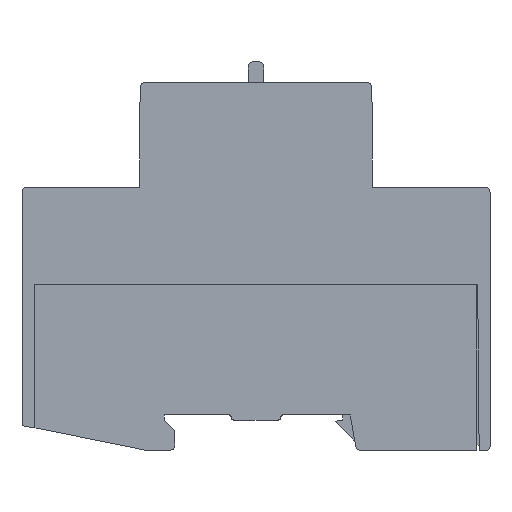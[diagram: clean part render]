
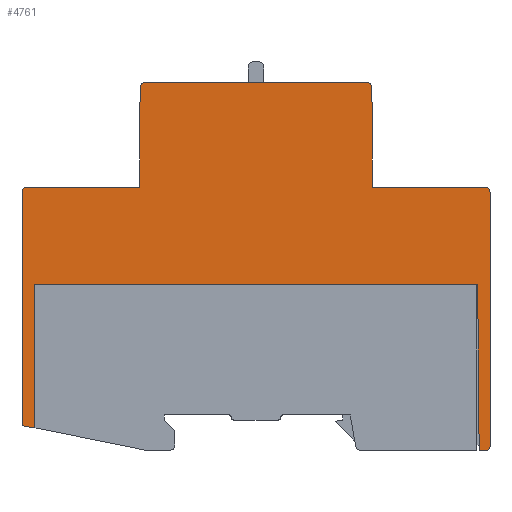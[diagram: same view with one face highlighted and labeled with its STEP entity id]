
A CAD part, left-side view. The second image highlights one B-rep face of the part: STEP entity #4761.
In plain terms, the highlighted planar face has unit normal (-1, 0, 0).
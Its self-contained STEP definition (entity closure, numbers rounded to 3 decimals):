
#4761=ADVANCED_FACE('',(#12348),#12349,.F.);
#6479=VERTEX_POINT('',#14222);
#6483=VERTEX_POINT('',#14226);
#6485=EDGE_CURVE('',#6479,#6483,#14228,.T.);
#9153=VERTEX_POINT('',#16896);
#9155=VERTEX_POINT('',#16898);
#9157=EDGE_CURVE('',#9153,#9155,#16900,.T.);
#9169=VERTEX_POINT('',#16912);
#9171=VERTEX_POINT('',#16914);
#9173=EDGE_CURVE('',#9169,#9171,#16916,.T.);
#9185=VERTEX_POINT('',#16928);
#9187=VERTEX_POINT('',#16930);
#9189=EDGE_CURVE('',#9185,#9187,#16932,.T.);
#9209=EDGE_CURVE('',#9187,#6479,#16952,.T.);
#9213=VERTEX_POINT('',#16956);
#9215=EDGE_CURVE('',#6483,#9213,#16958,.T.);
#9349=VERTEX_POINT('',#17092);
#9351=VERTEX_POINT('',#17094);
#9353=EDGE_CURVE('',#9349,#9351,#17096,.T.);
#9365=VERTEX_POINT('',#17108);
#9367=VERTEX_POINT('',#17110);
#9369=EDGE_CURVE('',#9365,#9367,#17112,.T.);
#9381=VERTEX_POINT('',#17124);
#9383=EDGE_CURVE('',#9381,#9365,#17126,.T.);
#9425=EDGE_CURVE('',#9351,#9381,#17168,.F.);
#9439=VERTEX_POINT('',#17182);
#9441=EDGE_CURVE('',#9439,#9367,#17184,.T.);
#9451=VERTEX_POINT('',#17194);
#9453=EDGE_CURVE('',#9451,#9153,#17196,.F.);
#9461=VERTEX_POINT('',#17204);
#9463=EDGE_CURVE('',#9461,#9349,#17206,.F.);
#9465=EDGE_CURVE('',#9213,#9461,#17208,.F.);
#9467=EDGE_CURVE('',#9171,#9185,#17210,.F.);
#9469=EDGE_CURVE('',#9155,#9169,#17212,.F.);
#9471=VERTEX_POINT('',#17214);
#9473=EDGE_CURVE('',#9451,#9471,#17216,.F.);
#9475=EDGE_CURVE('',#9439,#9471,#17218,.T.);
#12348=FACE_OUTER_BOUND('',#20211,.T.);
#12349=PLANE('',#20212);
#14222=CARTESIAN_POINT('',(0.0,66.283,70.7));
#14226=CARTESIAN_POINT('',(0.0,23.717,70.7));
#14228=LINE('',#22828,#22829);
#16896=CARTESIAN_POINT('',(0.0,89.422,4.598));
#16898=CARTESIAN_POINT('',(0.0,90.0,5.287));
#16900=CIRCLE('',#27130,0.7);
#16912=CARTESIAN_POINT('',(0.0,90.0,49.6));
#16914=CARTESIAN_POINT('',(0.0,89.0,50.6));
#16916=CIRCLE('',#27152,1.0);
#16928=CARTESIAN_POINT('',(0.0,67.45,50.6));
#16930=CARTESIAN_POINT('',(0.0,67.283,69.709));
#16932=LINE('',#27174,#27175);
#16952=CIRCLE('',#27206,1.0);
#16956=CARTESIAN_POINT('',(0.0,22.717,69.709));
#16958=CIRCLE('',#27214,1.0);
#17092=CARTESIAN_POINT('',(0.0,1.0,50.6));
#17094=CARTESIAN_POINT('',(0.0,0.0,49.6));
#17096=CIRCLE('',#27434,1.0);
#17108=CARTESIAN_POINT('',(0.0,0.7,0.0));
#17110=CARTESIAN_POINT('',(0.0,2.088,0.0));
#17112=LINE('',#27456,#27457);
#17124=CARTESIAN_POINT('',(0.0,0.0,0.7));
#17126=CIRCLE('',#27478,0.7);
#17168=LINE('',#27546,#27547);
#17182=CARTESIAN_POINT('',(0.0,2.365,31.8));
#17184=LINE('',#27572,#27573);
#17194=CARTESIAN_POINT('',(0.0,87.6,4.277));
#17196=LINE('',#27592,#27593);
#17204=CARTESIAN_POINT('',(0.0,22.55,50.6));
#17206=LINE('',#27608,#27609);
#17208=LINE('',#27612,#27613);
#17210=LINE('',#27616,#27617);
#17212=LINE('',#27620,#27621);
#17214=CARTESIAN_POINT('',(0.0,87.6,31.8));
#17216=LINE('',#27626,#27627);
#17218=LINE('',#27630,#27631);
#20211=EDGE_LOOP('',(#34104,#34105,#34106,#34107,#34108,#34109,#34110,#34111,#34112,#34113,#34114,#34115,#34116,#34117,#34118,#34119,#34120,#34121));
#20212=AXIS2_PLACEMENT_3D('',#34122,#34123,#34124);
#22828=CARTESIAN_POINT('',(0.0,56.225,70.7));
#22829=VECTOR('',#36115,1.0);
#27130=AXIS2_PLACEMENT_3D('',#37015,#37016,#37017);
#27152=AXIS2_PLACEMENT_3D('',#37023,#37024,#37025);
#27174=CARTESIAN_POINT('',(0.0,67.361,60.747));
#27175=VECTOR('',#37031,1.0);
#27206=AXIS2_PLACEMENT_3D('',#37037,#37038,#37039);
#27214=AXIS2_PLACEMENT_3D('',#37043,#37044,#37045);
#27434=AXIS2_PLACEMENT_3D('',#37089,#37090,#37091);
#27456=CARTESIAN_POINT('',(0.0,45.0,0.0));
#27457=VECTOR('',#37097,1.0);
#27478=AXIS2_PLACEMENT_3D('',#37101,#37102,#37103);
#27546=CARTESIAN_POINT('',(0.0,0.0,36.55));
#27547=VECTOR('',#37119,1.0);
#27572=CARTESIAN_POINT('',(0.0,2.554,53.435));
#27573=VECTOR('',#37124,1.0);
#27592=CARTESIAN_POINT('',(0.0,73.822,1.847));
#27593=VECTOR('',#37128,1.0);
#27608=CARTESIAN_POINT('',(0.0,67.5,50.6));
#27609=VECTOR('',#37131,1.0);
#27612=CARTESIAN_POINT('',(0.0,22.639,60.747));
#27613=VECTOR('',#37132,1.0);
#27616=CARTESIAN_POINT('',(0.0,67.5,50.6));
#27617=VECTOR('',#37133,1.0);
#27620=CARTESIAN_POINT('',(0.0,90.0,37.3));
#27621=VECTOR('',#37134,1.0);
#27626=CARTESIAN_POINT('',(0.0,87.6,37.3));
#27627=VECTOR('',#37135,1.0);
#27630=CARTESIAN_POINT('',(0.0,45.0,31.8));
#27631=VECTOR('',#37136,1.0);
#34104=ORIENTED_EDGE('',*,*,#9441,.T.);
#34105=ORIENTED_EDGE('',*,*,#9369,.F.);
#34106=ORIENTED_EDGE('',*,*,#9383,.F.);
#34107=ORIENTED_EDGE('',*,*,#9425,.F.);
#34108=ORIENTED_EDGE('',*,*,#9353,.F.);
#34109=ORIENTED_EDGE('',*,*,#9463,.F.);
#34110=ORIENTED_EDGE('',*,*,#9465,.F.);
#34111=ORIENTED_EDGE('',*,*,#9215,.F.);
#34112=ORIENTED_EDGE('',*,*,#6485,.F.);
#34113=ORIENTED_EDGE('',*,*,#9209,.F.);
#34114=ORIENTED_EDGE('',*,*,#9189,.F.);
#34115=ORIENTED_EDGE('',*,*,#9467,.F.);
#34116=ORIENTED_EDGE('',*,*,#9173,.F.);
#34117=ORIENTED_EDGE('',*,*,#9469,.F.);
#34118=ORIENTED_EDGE('',*,*,#9157,.F.);
#34119=ORIENTED_EDGE('',*,*,#9453,.F.);
#34120=ORIENTED_EDGE('',*,*,#9473,.T.);
#34121=ORIENTED_EDGE('',*,*,#9475,.F.);
#34122=CARTESIAN_POINT('',(0.0,45.0,70.7));
#34123=DIRECTION('',(1.0,0.0,0.0));
#34124=DIRECTION('',(0.0,0.0,-1.0));
#36115=DIRECTION('',(0.0,-1.0,0.0));
#37015=CARTESIAN_POINT('',(0.0,89.3,5.287));
#37016=DIRECTION('',(1.0,0.0,0.0));
#37017=DIRECTION('',(0.0,1.0,0.0));
#37023=CARTESIAN_POINT('',(0.0,89.0,49.6));
#37024=DIRECTION('',(1.0,0.0,-0.0));
#37025=DIRECTION('',(0.0,0.0,1.0));
#37031=DIRECTION('',(0.0,-0.009,1.));
#37037=CARTESIAN_POINT('',(0.0,66.283,69.7));
#37038=DIRECTION('',(1.0,0.0,-0.0));
#37039=DIRECTION('',(0.0,0.0,1.0));
#37043=CARTESIAN_POINT('',(0.0,23.717,69.7));
#37044=DIRECTION('',(1.0,0.0,0.0));
#37045=DIRECTION('',(0.0,-1.,0.009));
#37089=CARTESIAN_POINT('',(0.0,1.0,49.6));
#37090=DIRECTION('',(1.0,0.0,-0.0));
#37091=DIRECTION('',(0.0,0.0,1.0));
#37097=DIRECTION('',(0.0,1.0,0.0));
#37101=CARTESIAN_POINT('',(0.0,0.7,0.7));
#37102=DIRECTION('',(1.0,0.0,0.0));
#37103=DIRECTION('',(0.0,0.0,-1.0));
#37119=DIRECTION('',(0.0,0.0,1.0));
#37124=DIRECTION('',(0.0,-0.009,-1.));
#37128=DIRECTION('',(0.0,-0.985,-0.174));
#37131=DIRECTION('',(0.0,1.0,0.0));
#37132=DIRECTION('',(0.0,0.009,1.));
#37133=DIRECTION('',(0.0,1.0,0.0));
#37134=DIRECTION('',(0.0,0.0,-1.0));
#37135=DIRECTION('',(0.0,0.0,-1.0));
#37136=DIRECTION('',(0.0,1.0,0.0));
